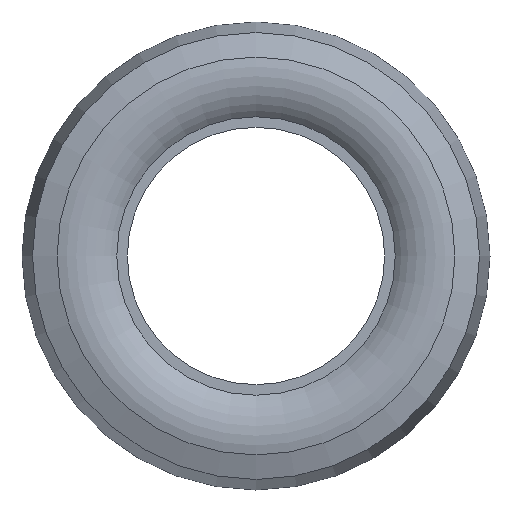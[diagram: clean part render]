
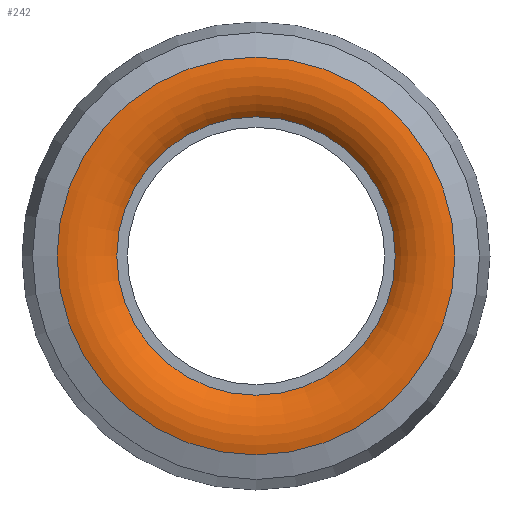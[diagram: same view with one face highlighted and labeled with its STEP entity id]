
A CAD part, left-side view. The second image highlights one B-rep face of the part: STEP entity #242.
In plain terms, the highlighted toroidal (fillet/blend) face has major radius 154.63 mm and minor radius 50 mm.
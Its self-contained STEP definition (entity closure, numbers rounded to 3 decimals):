
#31 = CARTESIAN_POINT ( 'NONE',  ( -12.5, 0., 170. ) ) ;
#56 = AXIS2_PLACEMENT_3D ( 'NONE', #166, #442, #210 ) ;
#68 = ORIENTED_EDGE ( 'NONE', *, *, #71, .T. ) ;
#71 = EDGE_CURVE ( 'NONE', #163, #163, #82, .T. ) ;
#78 = CARTESIAN_POINT ( 'NONE',  ( -12.5, 0., 0. ) ) ;
#82 = CIRCLE ( 'NONE', #336, 170. ) ;
#114 = AXIS2_PLACEMENT_3D ( 'NONE', #161, #375, #341 ) ;
#134 = ORIENTED_EDGE ( 'NONE', *, *, #172, .F. ) ;
#161 = CARTESIAN_POINT ( 'NONE',  ( 0., 0., 0. ) ) ;
#163 = VERTEX_POINT ( 'NONE', #31 ) ;
#166 = CARTESIAN_POINT ( 'NONE',  ( 35.079, 0., 0. ) ) ;
#172 = EDGE_CURVE ( 'NONE', #433, #433, #451, .T. ) ;
#188 = EDGE_LOOP ( 'NONE', ( #134 ) ) ;
#201 = FACE_OUTER_BOUND ( 'NONE', #188, .T. ) ;
#210 = DIRECTION ( 'NONE',  ( 0., 0., 1. ) ) ;
#221 = FACE_OUTER_BOUND ( 'NONE', #274, .T. ) ;
#242 = ADVANCED_FACE ( 'NONE', ( #221, #201 ), #289, .T. ) ;
#274 = EDGE_LOOP ( 'NONE', ( #68 ) ) ;
#289 = TOROIDAL_SURFACE ( 'NONE', #56, 154.63, 50. ) ;
#333 = DIRECTION ( 'NONE',  ( -1., 0., 0. ) ) ;
#336 = AXIS2_PLACEMENT_3D ( 'NONE', #78, #333, #368 ) ;
#341 = DIRECTION ( 'NONE',  ( 0., 0., 1. ) ) ;
#368 = DIRECTION ( 'NONE',  ( 0., 0., 1. ) ) ;
#375 = DIRECTION ( 'NONE',  ( -1., 0., 0. ) ) ;
#386 = CARTESIAN_POINT ( 'NONE',  ( 0., 0., 119. ) ) ;
#433 = VERTEX_POINT ( 'NONE', #386 ) ;
#442 = DIRECTION ( 'NONE',  ( -1., 0., 0. ) ) ;
#451 = CIRCLE ( 'NONE', #114, 119. ) ;
